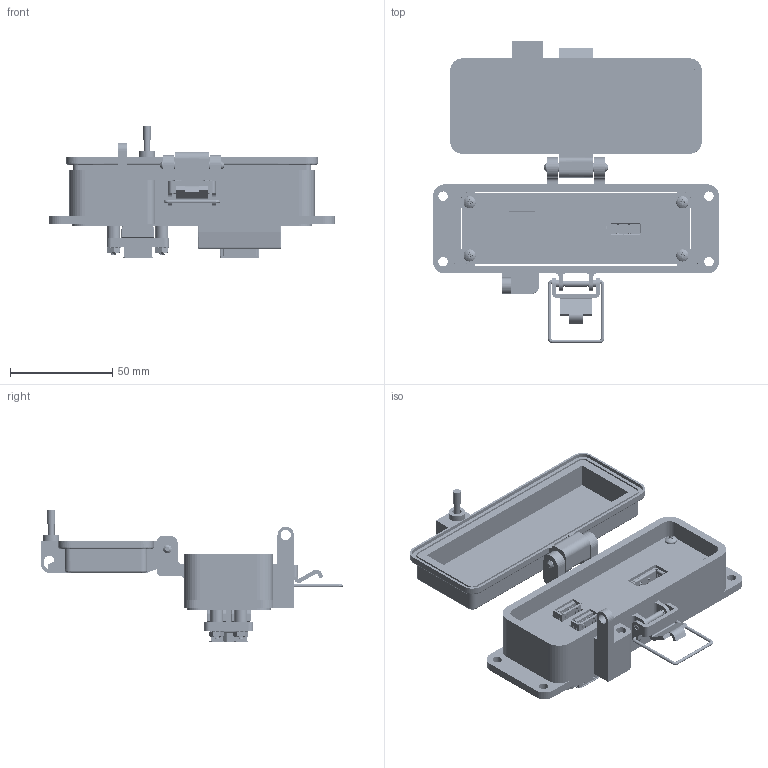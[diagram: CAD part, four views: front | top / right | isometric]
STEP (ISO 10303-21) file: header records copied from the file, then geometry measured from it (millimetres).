
FILE_DESCRIPTION (( 'STEP AP203' ), '1' );
FILE_NAME ('P-P22#2P39-H3RX_3D.STEP', '2023-02-24T20:11:26', ( '' ), ( '' ), 'SwSTEP 2.0', 'SolidWorks 2021', '' );
FILE_SCHEMA (( 'CONFIG_CONTROL_DESIGN' ));
Length unit declared in the file: millimetre
Products named in the file (15): Z-300-DISPLAYPORT-FF; P-P22#2P39-H3RX_FP060_1; -H3; Z-001-SPR_3_4; Z-H-H3_B; Z-000-44038FH_90273A108; Z-002-4401_4HN_90675A005; P-P22#2P39-H3RX_TP180_1; P22; 92005A124_METRIC PAN HEAD PHILLIPS MACHINE SCREW_92005A124; P39; P-P22#2P39-H3RX_BP180_1; Z-000-44011_4FH_90273A117; Z-300-USB-A-FF; P-P22#2P39-H3RX_3D
Assembly tree (28 placements, depth 3):
  P-P22#2P39-H3RX_3D
    -H3
      Z-H-H3_B
    P-P22#2P39-H3RX_BP180_1
    P-P22#2P39-H3RX_FP060_1
    P-P22#2P39-H3RX_TP180_1
    P22  x2
      Z-300-USB-A-FF
    Z-000-44011_4FH_90273A117  x4
    Z-001-SPR_3_4  x4
    Z-002-4401_4HN_90675A005  x4
    P39
      Z-300-DISPLAYPORT-FF
    Z-000-44038FH_90273A108  x2
    92005A124_METRIC PAN HEAD PHILLIPS MACHINE SCREW_92005A124  x4
Bounding box: 140 x 147.61 x 64.62 mm (x, y, z)
Volume: 123826.5 mm3; surface area: 102635.8 mm2
Topology: 42 solids, 42 shells, 5947 faces, 16819 edges, 11035 vertices
Faces by surface type: plane 2768, cylinder 2603, bspline 266, cone 246, sphere 40, torus 24
Entity records: 145495 total; most frequent: CARTESIAN_POINT 42671, ORIENTED_EDGE 22442, DIRECTION 19443, EDGE_CURVE 11221, VECTOR 7645, LINE 7645, VERTEX_POINT 7372, AXIS2_PLACEMENT_3D 5899
